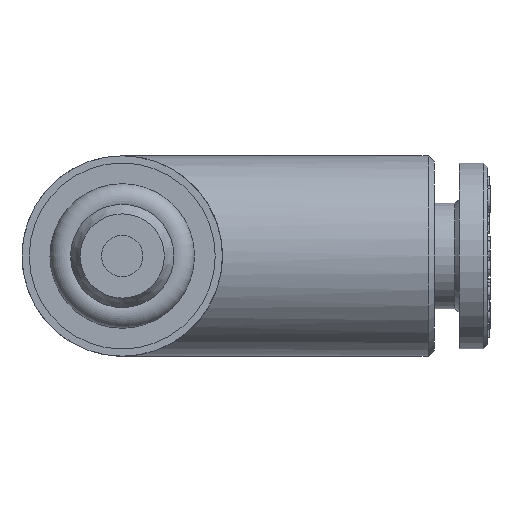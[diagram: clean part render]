
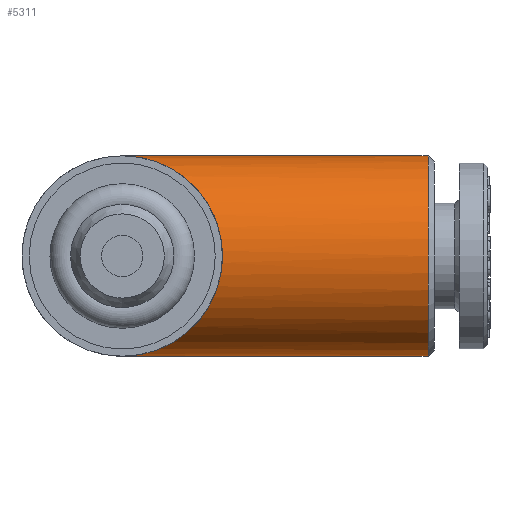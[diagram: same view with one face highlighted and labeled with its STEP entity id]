
A CAD part, front view. The second image highlights one B-rep face of the part: STEP entity #5311.
In plain terms, the highlighted cylindrical face has radius 4.85 mm (diameter 9.7 mm), a full revolution.
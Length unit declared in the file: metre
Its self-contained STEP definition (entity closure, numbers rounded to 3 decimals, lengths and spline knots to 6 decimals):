
#42=ELLIPSE('',#5555,0.006859,0.00485);
#43=ELLIPSE('',#5556,0.006859,0.00485);
#44=ELLIPSE('',#5557,0.006859,0.00485);
#45=ELLIPSE('',#5558,0.006859,0.00485);
#47=CYLINDRICAL_SURFACE('',#5553,0.00485);
#78=CIRCLE('',#5554,0.00485);
#1095=ORIENTED_EDGE('',*,*,#2162,.T.);
#1096=ORIENTED_EDGE('',*,*,#2163,.T.);
#1097=ORIENTED_EDGE('',*,*,#2164,.T.);
#1098=ORIENTED_EDGE('',*,*,#2165,.T.);
#1099=ORIENTED_EDGE('',*,*,#2166,.T.);
#2162=EDGE_CURVE('',#2694,#2694,#78,.T.);
#2163=EDGE_CURVE('',#2680,#2695,#42,.T.);
#2164=EDGE_CURVE('',#2695,#2696,#43,.T.);
#2165=EDGE_CURVE('',#2696,#2681,#44,.T.);
#2166=EDGE_CURVE('',#2681,#2680,#45,.T.);
#2680=VERTEX_POINT('',#7585);
#2681=VERTEX_POINT('',#7586);
#2694=VERTEX_POINT('',#7621);
#2695=VERTEX_POINT('',#7623);
#2696=VERTEX_POINT('',#7625);
#3095=EDGE_LOOP('',(#1095));
#3096=EDGE_LOOP('',(#1096,#1097,#1098,#1099));
#3379=FACE_BOUND('',#3095,.T.);
#3380=FACE_BOUND('',#3096,.T.);
#5311=ADVANCED_FACE('',(#3379,#3380),#47,.T.);
#5553=AXIS2_PLACEMENT_3D('',#7619,#5936,#5937);
#5554=AXIS2_PLACEMENT_3D('',#7620,#5938,#5939);
#5555=AXIS2_PLACEMENT_3D('',#7622,#5940,#5941);
#5556=AXIS2_PLACEMENT_3D('',#7624,#5942,#5943);
#5557=AXIS2_PLACEMENT_3D('',#7626,#5944,#5945);
#5558=AXIS2_PLACEMENT_3D('',#7627,#5946,#5947);
#5936=DIRECTION('',(1.,0.,0.));
#5937=DIRECTION('',(0.,0.,1.));
#5938=DIRECTION('',(-1.,0.,0.));
#5939=DIRECTION('',(0.,0.,1.));
#5940=DIRECTION('',(0.707,-0.707,0.));
#5941=DIRECTION('',(0.707,0.707,0.));
#5942=DIRECTION('',(0.707,0.707,0.));
#5943=DIRECTION('',(0.707,-0.707,0.));
#5944=DIRECTION('',(0.707,-0.707,0.));
#5945=DIRECTION('',(0.707,0.707,0.));
#5946=DIRECTION('',(0.707,-0.707,0.));
#5947=DIRECTION('',(0.707,0.707,0.));
#7585=CARTESIAN_POINT('',(0.004,0.016,0.002743));
#7586=CARTESIAN_POINT('',(0.004,0.016,-0.002743));
#7619=CARTESIAN_POINT('',(-0.005577,0.012,0.));
#7620=CARTESIAN_POINT('',(0.0148,0.012,0.));
#7621=CARTESIAN_POINT('',(0.0148,0.012,0.00485));
#7622=CARTESIAN_POINT('',(0.,0.012,0.));
#7623=CARTESIAN_POINT('',(0.,0.012,0.00485));
#7624=CARTESIAN_POINT('',(0.,0.012,0.));
#7625=CARTESIAN_POINT('',(0.,0.012,-0.00485));
#7626=CARTESIAN_POINT('',(0.,0.012,0.));
#7627=CARTESIAN_POINT('',(0.,0.012,0.));
